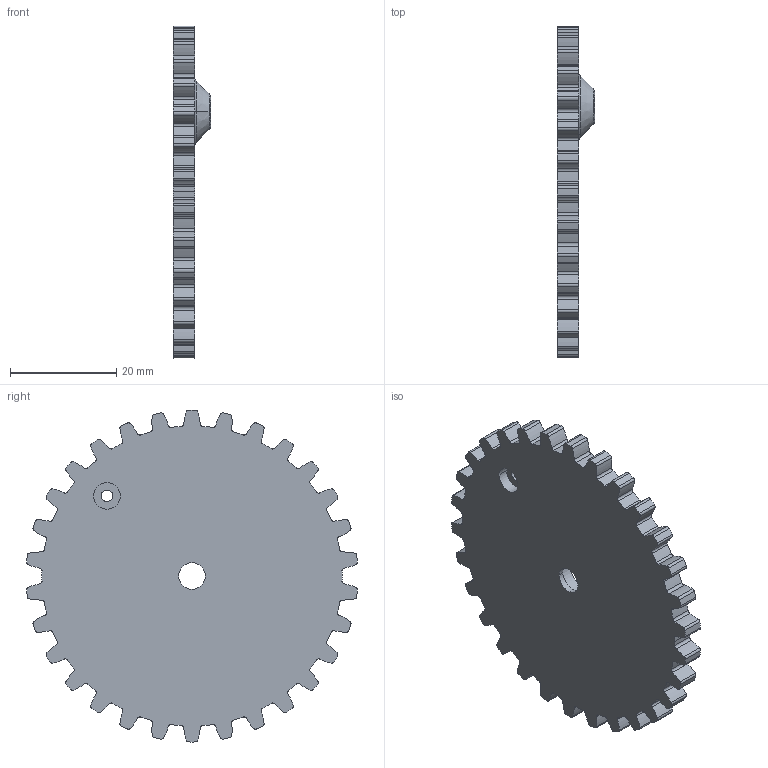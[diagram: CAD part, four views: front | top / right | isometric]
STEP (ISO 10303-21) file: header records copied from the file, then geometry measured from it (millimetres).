
FILE_DESCRIPTION(('CATIA V5 STEP Exchange'),'2;1');
FILE_NAME('Main Right Gear.stp','2024-11-23T09:47:07+00:00',('none'),('none'),'CATIA Version 5 Release 20 GA (IN-10)','CATIA V5 STEP AP203','none');
FILE_SCHEMA(('CONFIG_CONTROL_DESIGN'));
Length unit declared in the file: millimetre
Products named in the file (1): Ornithopter
Bounding box: 7 x 62.28 x 62.5 mm (x, y, z)
Volume: 11002 mm3; surface area: 6898.9 mm2
Topology: 1 solids, 1 shells, 261 faces, 767 edges, 510 vertices
Faces by surface type: cylinder 250, plane 5, torus 4, cone 2
Entity records: 8367 total; most frequent: ORIENTED_EDGE 1534, CARTESIAN_POINT 1511, DIRECTION 1217, EDGE_CURVE 767, AXIS2_PLACEMENT_3D 740, CIRCLE 513, VERTEX_POINT 510, EDGE_LOOP 267
